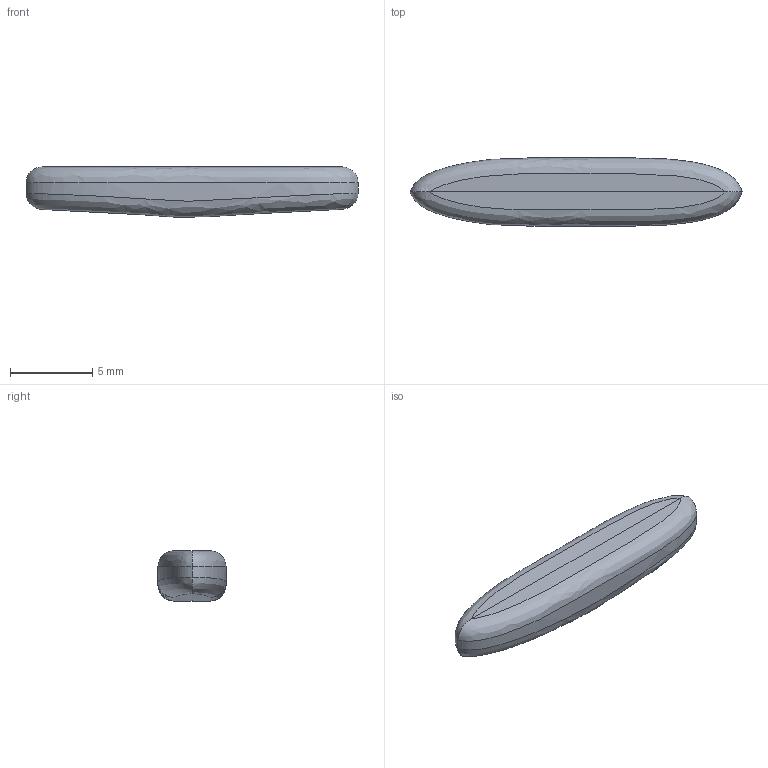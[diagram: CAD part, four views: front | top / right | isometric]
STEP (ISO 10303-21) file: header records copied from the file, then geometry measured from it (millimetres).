
FILE_DESCRIPTION(('Open CASCADE Model'),'2;1');
FILE_NAME('Open CASCADE Shape Model','2019-01-08T22:59:53',('Author'),( 'Open CASCADE'),'Open CASCADE STEP processor 7.3','Open CASCADE 7.3' ,'Unknown');
FILE_SCHEMA(('AUTOMOTIVE_DESIGN { 1 0 10303 214 1 1 1 1 }'));
Length unit declared in the file: millimetre
Products named in the file (1): Open CASCADE STEP translator 7.3 1
Bounding box: 20.24 x 4.15 x 3.08 mm (x, y, z)
Volume: 188.8 mm3; surface area: 228.9 mm2
Topology: 1 solids, 1 shells, 10 faces, 16 edges, 8 vertices
Faces by surface type: bspline 10
Entity records: 4308 total; most frequent: CARTESIAN_POINT 4049, ORIENTED_EDGE 32, PCURVE 32, DEFINITIONAL_REPRESENTATION 32, B_SPLINE_CURVE_WITH_KNOTS 28, DIRECTION 18, EDGE_CURVE 16, SURFACE_CURVE 16
